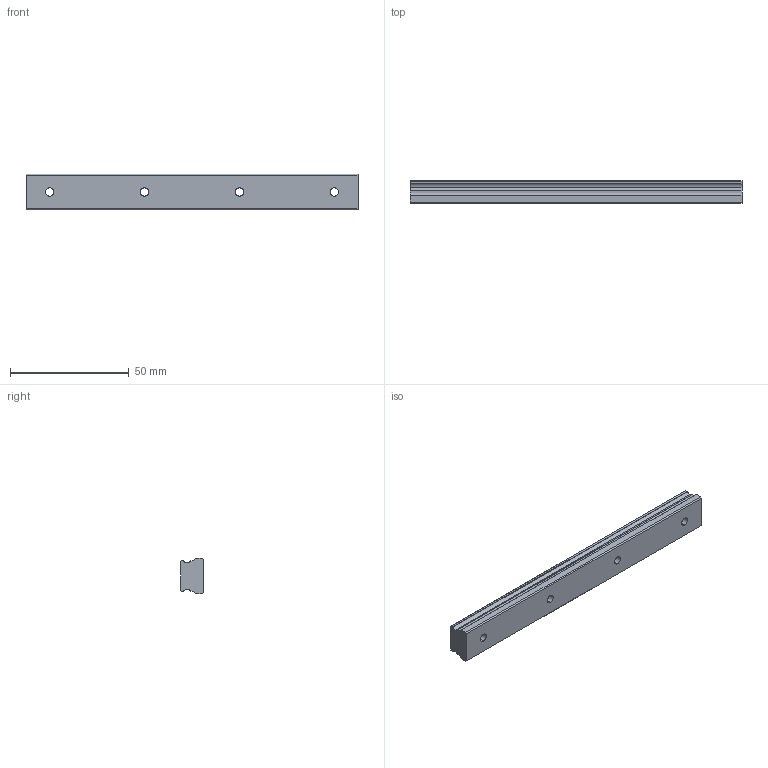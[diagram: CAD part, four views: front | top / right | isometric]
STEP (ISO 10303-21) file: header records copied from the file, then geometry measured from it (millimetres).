
FILE_DESCRIPTION (( 'STEP AP214' ), '1' );
FILE_NAME ('SRS15MSS-140LM_G10_0_0_0_0_0_1.STEP', '2021-08-11T10:30:32', ( '' ), ( '' ), 'SwSTEP 2.0', 'SolidWorks 2021', '' );
FILE_SCHEMA (( 'AUTOMOTIVE_DESIGN' ));
Length unit declared in the file: millimetre
Products named in the file (2): _SRS15M14010 Track; SRS15MSS-140LM_G10_0_0_0_0_0_1
Assembly tree (1 placements, depth 2):
  SRS15MSS-140LM_G10_0_0_0_0_0_1
    _SRS15M14010 Track
Bounding box: 140 x 9.5 x 15 mm (x, y, z)
Volume: 16879.1 mm3; surface area: 7467.5 mm2
Topology: 1 solids, 1 shells, 43 faces, 111 edges, 74 vertices
Faces by surface type: cylinder 23, plane 20
Entity records: 1413 total; most frequent: DIRECTION 251, CARTESIAN_POINT 232, ORIENTED_EDGE 222, EDGE_CURVE 111, AXIS2_PLACEMENT_3D 93, VERTEX_POINT 74, VECTOR 65, LINE 65
